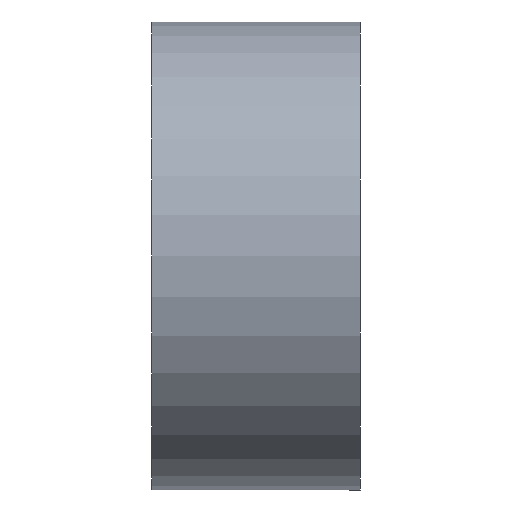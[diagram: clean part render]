
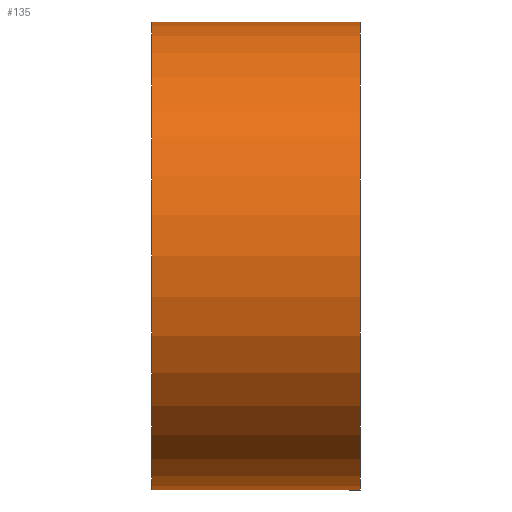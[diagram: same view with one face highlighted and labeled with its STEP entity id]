
A CAD part, front view. The second image highlights one B-rep face of the part: STEP entity #135.
In plain terms, the highlighted cylindrical face has radius 1.5 mm (diameter 3 mm), a partial arc.
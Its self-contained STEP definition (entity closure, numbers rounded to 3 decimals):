
#3 = CIRCLE ( 'NONE', #198, 1.5 ) ;
#4 = CARTESIAN_POINT ( 'NONE',  ( 10.612, 6.522, -1.5 ) ) ;
#6 = CARTESIAN_POINT ( 'NONE',  ( 12.68, 6.522, 1.5 ) ) ;
#7 = DIRECTION ( 'NONE',  ( 0., 0., 1. ) ) ;
#10 = EDGE_CURVE ( 'NONE', #64, #173, #149, .T. ) ;
#13 = FACE_OUTER_BOUND ( 'NONE', #78, .T. ) ;
#20 = DIRECTION ( 'NONE',  ( -1., 0., 0. ) ) ;
#25 = CARTESIAN_POINT ( 'NONE',  ( 11.343, 6.522, 0. ) ) ;
#27 = ORIENTED_EDGE ( 'NONE', *, *, #10, .F. ) ;
#29 = AXIS2_PLACEMENT_3D ( 'NONE', #110, #199, #195 ) ;
#34 = EDGE_CURVE ( 'NONE', #125, #83, #137, .T. ) ;
#45 = CARTESIAN_POINT ( 'NONE',  ( 10.612, 6.522, 1.5 ) ) ;
#46 = VECTOR ( 'NONE', #147, 1000. ) ;
#51 = VECTOR ( 'NONE', #138, 1000. ) ;
#55 = DIRECTION ( 'NONE',  ( 0., 0., 1. ) ) ;
#62 = EDGE_CURVE ( 'NONE', #125, #64, #74, .T. ) ;
#64 = VERTEX_POINT ( 'NONE', #177 ) ;
#70 = CARTESIAN_POINT ( 'NONE',  ( 10.612, 6.522, 0. ) ) ;
#71 = CARTESIAN_POINT ( 'NONE',  ( 11.343, 6.522, 1.5 ) ) ;
#74 = LINE ( 'NONE', #4, #51 ) ;
#78 = EDGE_LOOP ( 'NONE', ( #176, #115, #111, #211, #27 ) ) ;
#79 = EDGE_CURVE ( 'NONE', #173, #168, #3, .T. ) ;
#83 = VERTEX_POINT ( 'NONE', #6 ) ;
#86 = CARTESIAN_POINT ( 'NONE',  ( 11.343, 5.022, 0. ) ) ;
#88 = LINE ( 'NONE', #45, #46 ) ;
#99 = CYLINDRICAL_SURFACE ( 'NONE', #113, 1.5 ) ;
#110 = CARTESIAN_POINT ( 'NONE',  ( 11.343, 6.522, 0. ) ) ;
#111 = ORIENTED_EDGE ( 'NONE', *, *, #204, .T. ) ;
#113 = AXIS2_PLACEMENT_3D ( 'NONE', #70, #185, #159 ) ;
#114 = CARTESIAN_POINT ( 'NONE',  ( 12.68, 6.522, -1.5 ) ) ;
#115 = ORIENTED_EDGE ( 'NONE', *, *, #34, .T. ) ;
#125 = VERTEX_POINT ( 'NONE', #114 ) ;
#135 = ADVANCED_FACE ( 'NONE', ( #13 ), #99, .T. ) ;
#137 = CIRCLE ( 'NONE', #148, 1.5 ) ;
#138 = DIRECTION ( 'NONE',  ( -1., 0., 0. ) ) ;
#141 = DIRECTION ( 'NONE',  ( -1., 0., 0. ) ) ;
#147 = DIRECTION ( 'NONE',  ( -1., 0., 0. ) ) ;
#148 = AXIS2_PLACEMENT_3D ( 'NONE', #170, #20, #55 ) ;
#149 = CIRCLE ( 'NONE', #29, 1.5 ) ;
#159 = DIRECTION ( 'NONE',  ( 0., 0., 1. ) ) ;
#168 = VERTEX_POINT ( 'NONE', #71 ) ;
#170 = CARTESIAN_POINT ( 'NONE',  ( 12.68, 6.522, 0. ) ) ;
#173 = VERTEX_POINT ( 'NONE', #86 ) ;
#176 = ORIENTED_EDGE ( 'NONE', *, *, #62, .F. ) ;
#177 = CARTESIAN_POINT ( 'NONE',  ( 11.343, 6.522, -1.5 ) ) ;
#185 = DIRECTION ( 'NONE',  ( -1., 0., 0. ) ) ;
#195 = DIRECTION ( 'NONE',  ( 0., 0., 1. ) ) ;
#198 = AXIS2_PLACEMENT_3D ( 'NONE', #25, #141, #7 ) ;
#199 = DIRECTION ( 'NONE',  ( -1., 0., 0. ) ) ;
#204 = EDGE_CURVE ( 'NONE', #83, #168, #88, .T. ) ;
#211 = ORIENTED_EDGE ( 'NONE', *, *, #79, .F. ) ;
